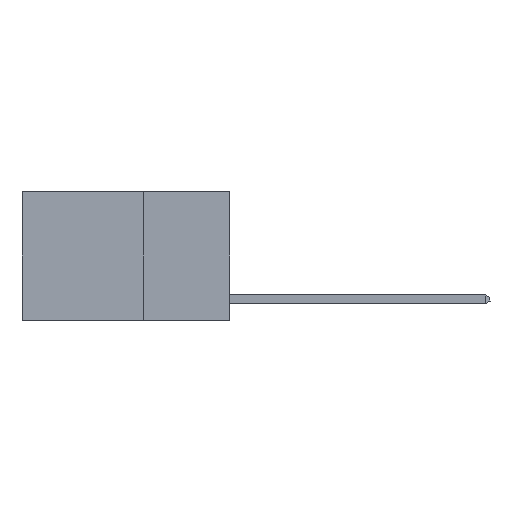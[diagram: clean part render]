
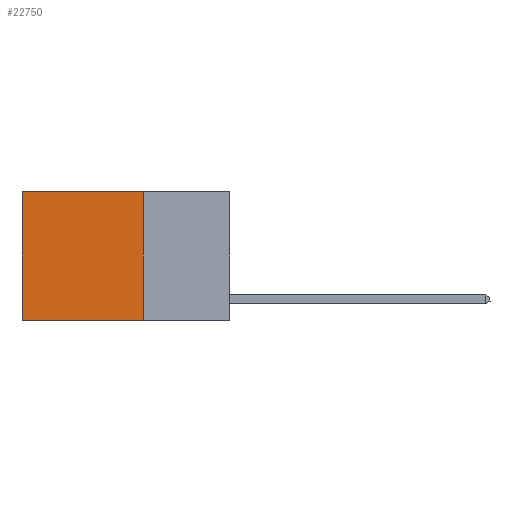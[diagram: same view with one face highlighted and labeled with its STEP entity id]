
A CAD part, left-side view. The second image highlights one B-rep face of the part: STEP entity #22750.
In plain terms, the highlighted planar face has unit normal (-1, 0, 0).
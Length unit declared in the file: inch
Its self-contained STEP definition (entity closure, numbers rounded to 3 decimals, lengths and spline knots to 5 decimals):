
#120 = VECTOR ( 'NONE', #4990, 39.37008 ) ;
#369 = LINE ( 'NONE', #17407, #15624 ) ;
#630 = CARTESIAN_POINT ( 'NONE',  ( 0.2625, 0.6, 0. ) ) ;
#3144 = CARTESIAN_POINT ( 'NONE',  ( 0.2625, 0.25, -0.37 ) ) ;
#3764 = EDGE_CURVE ( 'NONE', #21672, #5491, #16874, .T. ) ;
#4956 = VERTEX_POINT ( 'NONE', #17267 ) ;
#4990 = DIRECTION ( 'NONE',  ( 0., 1., 0. ) ) ;
#5010 = ORIENTED_EDGE ( 'NONE', *, *, #3764, .T. ) ;
#5491 = VERTEX_POINT ( 'NONE', #5731 ) ;
#5533 = ORIENTED_EDGE ( 'NONE', *, *, #8754, .T. ) ;
#5731 = CARTESIAN_POINT ( 'NONE',  ( 0.2625, 0.6, 0. ) ) ;
#5747 = CARTESIAN_POINT ( 'NONE',  ( 0.2625, 0.25, -0.37 ) ) ;
#7409 = VERTEX_POINT ( 'NONE', #5747 ) ;
#7642 = DIRECTION ( 'NONE',  ( 0., 0., -1. ) ) ;
#7847 = EDGE_LOOP ( 'NONE', ( #5533, #15885, #20458, #5010 ) ) ;
#7922 = LINE ( 'NONE', #630, #20363 ) ;
#8754 = EDGE_CURVE ( 'NONE', #5491, #4956, #7922, .T. ) ;
#8940 = CARTESIAN_POINT ( 'NONE',  ( 0.2625, 0.25, 0. ) ) ;
#9120 = DIRECTION ( 'NONE',  ( 1., 0., 0. ) ) ;
#12369 = DIRECTION ( 'NONE',  ( 0., 0., -1. ) ) ;
#12386 = DIRECTION ( 'NONE',  ( 0., 1., 0. ) ) ;
#13165 = PLANE ( 'NONE',  #13837 ) ;
#13715 = EDGE_CURVE ( 'NONE', #21672, #7409, #369, .T. ) ;
#13837 = AXIS2_PLACEMENT_3D ( 'NONE', #19103, #9120, #16974 ) ;
#15624 = VECTOR ( 'NONE', #7642, 39.37008 ) ;
#15885 = ORIENTED_EDGE ( 'NONE', *, *, #20305, .F. ) ;
#16293 = VECTOR ( 'NONE', #12386, 39.37008 ) ;
#16874 = LINE ( 'NONE', #8940, #16293 ) ;
#16974 = DIRECTION ( 'NONE',  ( 0., 0., -1. ) ) ;
#17267 = CARTESIAN_POINT ( 'NONE',  ( 0.2625, 0.6, -0.37 ) ) ;
#17407 = CARTESIAN_POINT ( 'NONE',  ( 0.2625, 0.25, 0. ) ) ;
#19103 = CARTESIAN_POINT ( 'NONE',  ( 0.2625, 0.25, 0. ) ) ;
#20305 = EDGE_CURVE ( 'NONE', #7409, #4956, #24088, .T. ) ;
#20363 = VECTOR ( 'NONE', #12369, 39.37008 ) ;
#20458 = ORIENTED_EDGE ( 'NONE', *, *, #13715, .F. ) ;
#21672 = VERTEX_POINT ( 'NONE', #23290 ) ;
#22750 = ADVANCED_FACE ( 'NONE', ( #24234 ), #13165, .F. ) ;
#23290 = CARTESIAN_POINT ( 'NONE',  ( 0.2625, 0.25, 0. ) ) ;
#24088 = LINE ( 'NONE', #3144, #120 ) ;
#24234 = FACE_OUTER_BOUND ( 'NONE', #7847, .T. ) ;
